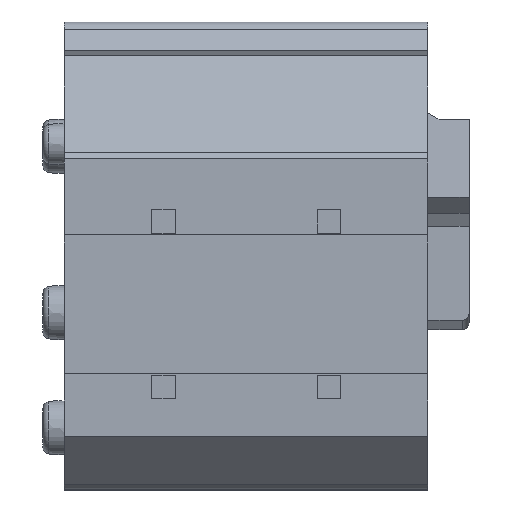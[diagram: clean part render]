
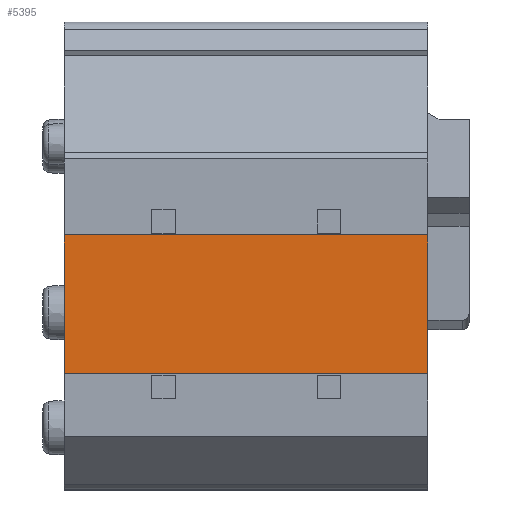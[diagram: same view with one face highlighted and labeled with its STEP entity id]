
A CAD part, top view. The second image highlights one B-rep face of the part: STEP entity #5395.
In plain terms, the highlighted planar face has unit normal (0, 0, 1).
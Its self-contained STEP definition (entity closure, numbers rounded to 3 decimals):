
#1361=DIRECTION('',(0.,-1.,0.));
#1362=VECTOR('',#1361,4.2);
#1363=CARTESIAN_POINT('',(5.2,0.6,-0.5));
#1364=LINE('',#1363,#1362);
#1365=DIRECTION('',(0.,-1.,0.));
#1366=VECTOR('',#1365,4.2);
#1367=CARTESIAN_POINT('',(-5.8,0.6,-0.5));
#1368=LINE('',#1367,#1366);
#1369=DIRECTION('',(1.,0.,0.));
#1370=VECTOR('',#1369,11.);
#1371=CARTESIAN_POINT('',(-5.8,0.6,-0.5));
#1372=LINE('',#1371,#1370);
#1381=DIRECTION('',(1.,0.,0.));
#1382=VECTOR('',#1381,11.);
#1383=CARTESIAN_POINT('',(-5.8,-3.6,-0.5));
#1384=LINE('',#1383,#1382);
#2986=CARTESIAN_POINT('',(-5.8,0.6,-0.5));
#2987=VERTEX_POINT('',#2986);
#2988=CARTESIAN_POINT('',(-5.8,-3.6,-0.5));
#2989=VERTEX_POINT('',#2988);
#3056=CARTESIAN_POINT('',(5.2,0.6,-0.5));
#3057=VERTEX_POINT('',#3056);
#3058=CARTESIAN_POINT('',(5.2,-3.6,-0.5));
#3059=VERTEX_POINT('',#3058);
#5383=CARTESIAN_POINT('',(-6.45,0.6,-0.5));
#5384=DIRECTION('',(0.,0.,1.));
#5385=DIRECTION('',(0.,-1.,0.));
#5386=AXIS2_PLACEMENT_3D('',#5383,#5384,#5385);
#5387=PLANE('',#5386);
#5388=ORIENTED_EDGE('',*,*,#4553,.T.);
#5390=ORIENTED_EDGE('',*,*,#5389,.F.);
#5391=ORIENTED_EDGE('',*,*,#4914,.F.);
#5392=ORIENTED_EDGE('',*,*,#5376,.T.);
#5393=EDGE_LOOP('',(#5388,#5390,#5391,#5392));
#5394=FACE_OUTER_BOUND('',#5393,.F.);
#4553=EDGE_CURVE('',#3057,#3059,#1364,.T.);
#4914=EDGE_CURVE('',#2987,#2989,#1368,.T.);
#5376=EDGE_CURVE('',#2987,#3057,#1372,.T.);
#5389=EDGE_CURVE('',#2989,#3059,#1384,.T.);
#5395=ADVANCED_FACE('',(#5394),#5387,.T.);
